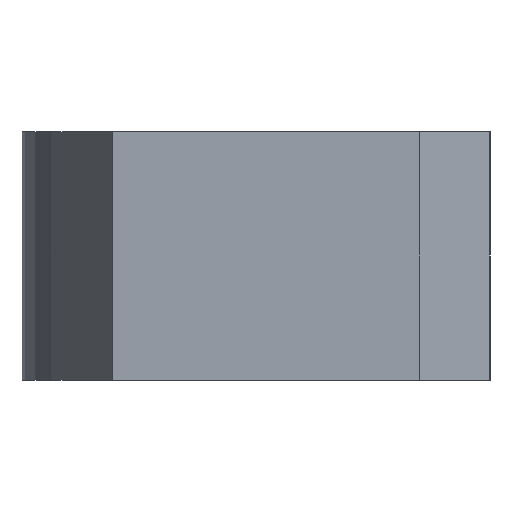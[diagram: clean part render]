
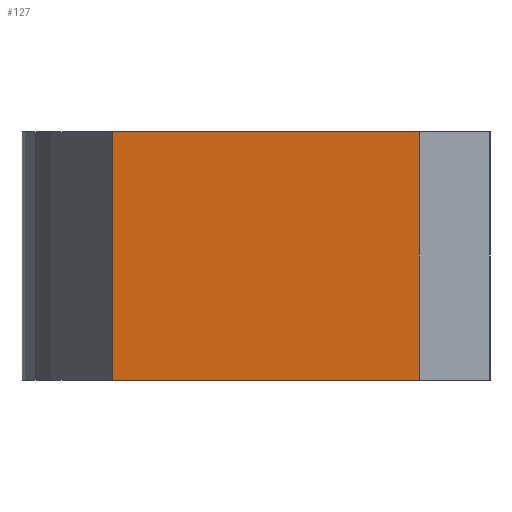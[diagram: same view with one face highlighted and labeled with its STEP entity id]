
A CAD part, left-side view. The second image highlights one B-rep face of the part: STEP entity #127.
In plain terms, the highlighted planar face has unit normal (-0.996, 0.087, 0).
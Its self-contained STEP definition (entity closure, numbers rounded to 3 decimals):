
#4 = CARTESIAN_POINT ( 'NONE',  ( -42.41, 24.461, 0. ) ) ;
#15 = LINE ( 'NONE', #778, #780 ) ;
#58 = FACE_OUTER_BOUND ( 'NONE', #595, .T. ) ;
#59 = LINE ( 'NONE', #974, #568 ) ;
#93 = DIRECTION ( 'NONE',  ( -0.087, -0.996, 0. ) ) ;
#108 = CARTESIAN_POINT ( 'NONE',  ( -47.7, -36., 49. ) ) ;
#127 = ADVANCED_FACE ( 'NONE', ( #58 ), #894, .T. ) ;
#166 = DIRECTION ( 'NONE',  ( 0., 0., 1. ) ) ;
#169 = EDGE_CURVE ( 'NONE', #946, #932, #973, .T. ) ;
#213 = EDGE_CURVE ( 'NONE', #216, #654, #15, .T. ) ;
#216 = VERTEX_POINT ( 'NONE', #4 ) ;
#248 = CARTESIAN_POINT ( 'NONE',  ( -42.41, 24.461, 49. ) ) ;
#304 = CARTESIAN_POINT ( 'NONE',  ( -44.212, 3.868, 0. ) ) ;
#363 = ORIENTED_EDGE ( 'NONE', *, *, #169, .F. ) ;
#415 = VECTOR ( 'NONE', #444, 1000. ) ;
#437 = DIRECTION ( 'NONE',  ( -0.087, -0.996, 0. ) ) ;
#444 = DIRECTION ( 'NONE',  ( 0., 0., -1. ) ) ;
#470 = LINE ( 'NONE', #304, #643 ) ;
#497 = EDGE_CURVE ( 'NONE', #654, #946, #59, .T. ) ;
#512 = ORIENTED_EDGE ( 'NONE', *, *, #213, .F. ) ;
#564 = EDGE_CURVE ( 'NONE', #216, #932, #470, .T. ) ;
#568 = VECTOR ( 'NONE', #586, 1000. ) ;
#586 = DIRECTION ( 'NONE',  ( -0.087, -0.996, 0. ) ) ;
#595 = EDGE_LOOP ( 'NONE', ( #363, #646, #512, #900 ) ) ;
#643 = VECTOR ( 'NONE', #93, 1000. ) ;
#646 = ORIENTED_EDGE ( 'NONE', *, *, #497, .F. ) ;
#654 = VERTEX_POINT ( 'NONE', #248 ) ;
#676 = AXIS2_PLACEMENT_3D ( 'NONE', #744, #887, #437 ) ;
#744 = CARTESIAN_POINT ( 'NONE',  ( -47.7, -36., 0. ) ) ;
#778 = CARTESIAN_POINT ( 'NONE',  ( -42.41, 24.461, 0. ) ) ;
#780 = VECTOR ( 'NONE', #166, 1000. ) ;
#823 = CARTESIAN_POINT ( 'NONE',  ( -47.7, -36., 0. ) ) ;
#887 = DIRECTION ( 'NONE',  ( -0.996, 0.087, 0. ) ) ;
#894 = PLANE ( 'NONE',  #676 ) ;
#900 = ORIENTED_EDGE ( 'NONE', *, *, #564, .T. ) ;
#912 = CARTESIAN_POINT ( 'NONE',  ( -47.7, -36., 0. ) ) ;
#932 = VERTEX_POINT ( 'NONE', #912 ) ;
#946 = VERTEX_POINT ( 'NONE', #108 ) ;
#973 = LINE ( 'NONE', #823, #415 ) ;
#974 = CARTESIAN_POINT ( 'NONE',  ( -44.212, 3.868, 49. ) ) ;
